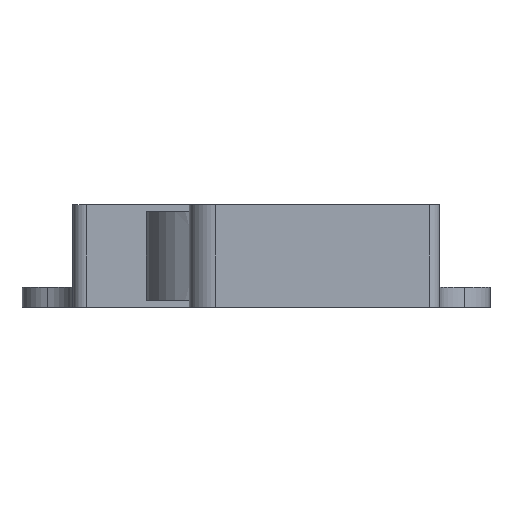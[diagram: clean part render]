
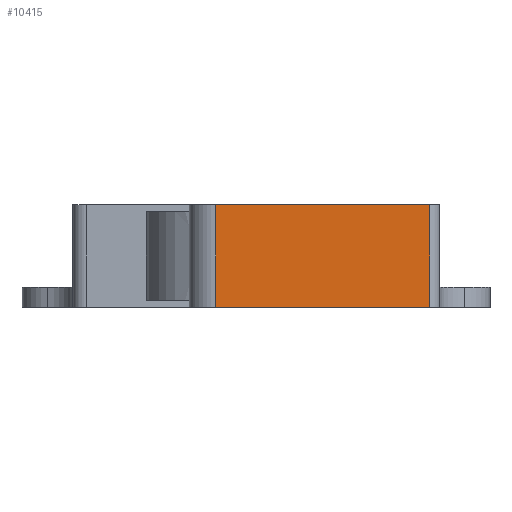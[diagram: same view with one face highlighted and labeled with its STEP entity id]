
A CAD part, front view. The second image highlights one B-rep face of the part: STEP entity #10415.
In plain terms, the highlighted planar face has unit normal (0, -1, 0).
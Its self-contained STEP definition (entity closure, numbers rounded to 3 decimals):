
#1519=DIRECTION('',(-1.,0.,0.));
#1520=VECTOR('',#1519,16.);
#1521=CARTESIAN_POINT('',(13.,-32.3,7.7));
#1522=LINE('',#1521,#1520);
#1675=DIRECTION('',(-1.,0.,0.));
#1676=VECTOR('',#1675,16.);
#1677=CARTESIAN_POINT('',(13.,-32.3,0.));
#1678=LINE('',#1677,#1676);
#1679=DIRECTION('',(0.,0.,-1.));
#1680=VECTOR('',#1679,7.7);
#1681=CARTESIAN_POINT('',(13.,-32.3,7.7));
#1682=LINE('',#1681,#1680);
#1687=DIRECTION('',(0.,0.,-1.));
#1688=VECTOR('',#1687,7.7);
#1689=CARTESIAN_POINT('',(-3.,-32.3,7.7));
#1690=LINE('',#1689,#1688);
#7300=CARTESIAN_POINT('',(-3.,-32.3,0.));
#7301=VERTEX_POINT('',#7300);
#7302=CARTESIAN_POINT('',(13.,-32.3,0.));
#7303=VERTEX_POINT('',#7302);
#7416=CARTESIAN_POINT('',(13.,-32.3,7.7));
#7417=VERTEX_POINT('',#7416);
#7418=CARTESIAN_POINT('',(-3.,-32.3,7.7));
#7419=VERTEX_POINT('',#7418);
#10403=CARTESIAN_POINT('',(-3.,-32.3,0.));
#10404=DIRECTION('',(0.,-1.,0.));
#10405=DIRECTION('',(1.,0.,0.));
#10406=AXIS2_PLACEMENT_3D('',#10403,#10404,#10405);
#10407=PLANE('',#10406);
#10408=ORIENTED_EDGE('',*,*,#9946,.T.);
#10410=ORIENTED_EDGE('',*,*,#10409,.F.);
#10411=ORIENTED_EDGE('',*,*,#10269,.F.);
#10412=ORIENTED_EDGE('',*,*,#10396,.T.);
#10413=EDGE_LOOP('',(#10408,#10410,#10411,#10412));
#10414=FACE_OUTER_BOUND('',#10413,.F.);
#10415=ADVANCED_FACE('',(#10414),#10407,.T.);
#9946=EDGE_CURVE('',#7303,#7301,#1678,.T.);
#10269=EDGE_CURVE('',#7417,#7419,#1522,.T.);
#10396=EDGE_CURVE('',#7417,#7303,#1682,.T.);
#10409=EDGE_CURVE('',#7419,#7301,#1690,.T.);
